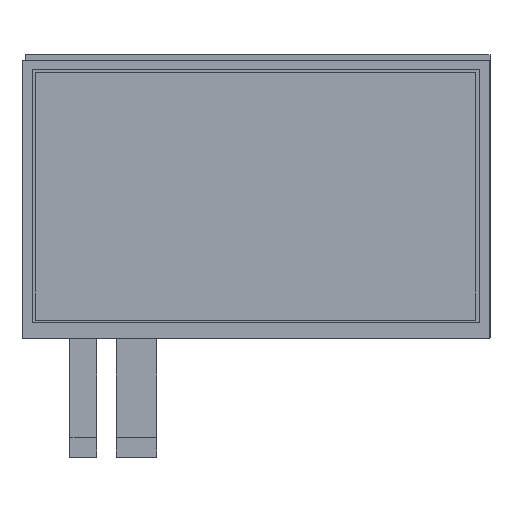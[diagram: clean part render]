
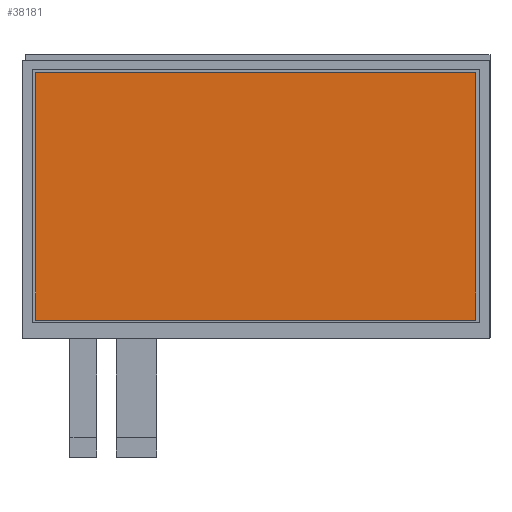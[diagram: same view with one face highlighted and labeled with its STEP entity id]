
A CAD part, top view. The second image highlights one B-rep face of the part: STEP entity #38181.
In plain terms, the highlighted planar face has unit normal (0, 0, 1).
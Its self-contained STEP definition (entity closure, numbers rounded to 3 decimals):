
#3448=FACE_OUTER_BOUND('',#5480,.T.);
#5480=EDGE_LOOP('',(#33334,#33335,#33336,#33337));
#9302=LINE('',#62891,#13745);
#9303=LINE('',#62893,#13746);
#9304=LINE('',#62895,#13747);
#9305=LINE('',#62896,#13748);
#13745=VECTOR('',#50347,10.);
#13746=VECTOR('',#50348,10.);
#13747=VECTOR('',#50349,10.);
#13748=VECTOR('',#50350,10.);
#17787=VERTEX_POINT('',#62889);
#17788=VERTEX_POINT('',#62890);
#17789=VERTEX_POINT('',#62892);
#17790=VERTEX_POINT('',#62894);
#23077=EDGE_CURVE('',#17787,#17788,#9302,.T.);
#23078=EDGE_CURVE('',#17788,#17789,#9303,.T.);
#23079=EDGE_CURVE('',#17789,#17790,#9304,.T.);
#23080=EDGE_CURVE('',#17790,#17787,#9305,.T.);
#33334=ORIENTED_EDGE('',*,*,#23077,.T.);
#33335=ORIENTED_EDGE('',*,*,#23078,.T.);
#33336=ORIENTED_EDGE('',*,*,#23079,.T.);
#33337=ORIENTED_EDGE('',*,*,#23080,.T.);
#36278=PLANE('',#41201);
#38181=ADVANCED_FACE('',(#3448),#36278,.T.);
#41201=AXIS2_PLACEMENT_3D('',#62888,#50345,#50346);
#50345=DIRECTION('center_axis',(0.,0.,
1.));
#50346=DIRECTION('ref_axis',(1.,0.,0.));
#50347=DIRECTION('',(0.,-1.,0.));
#50348=DIRECTION('',(1.,0.,0.));
#50349=DIRECTION('',(0.,1.,0.));
#50350=DIRECTION('',(-1.,0.,0.));
#62888=CARTESIAN_POINT('Origin',(-0.11,-1.58,3.47));
#62889=CARTESIAN_POINT('',(-111.36,62.64,3.47));
#62890=CARTESIAN_POINT('',(-111.36,-62.64,3.47));
#62891=CARTESIAN_POINT('',(-111.36,30.53,3.47));
#62892=CARTESIAN_POINT('',(111.36,-62.64,3.47));
#62893=CARTESIAN_POINT('',(-55.735,-62.64,3.47));
#62894=CARTESIAN_POINT('',(111.36,62.64,3.47));
#62895=CARTESIAN_POINT('',(111.36,-32.11,3.47));
#62896=CARTESIAN_POINT('',(55.625,62.64,3.47));
